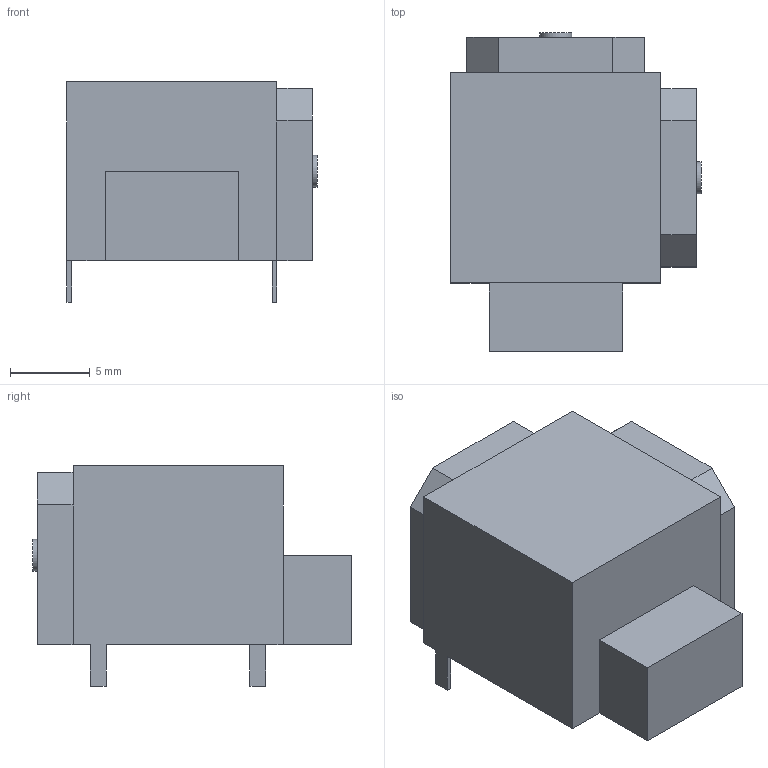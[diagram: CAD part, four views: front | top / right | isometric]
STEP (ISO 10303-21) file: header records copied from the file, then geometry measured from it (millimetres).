
FILE_DESCRIPTION(('FreeCAD Model'),'2;1');
FILE_NAME('Open CASCADE Shape Model','2024-12-05T21:09:29',('Author'),( ''),'Open CASCADE STEP processor 7.8','FreeCAD','Unknown');
FILE_SCHEMA(('AUTOMOTIVE_DESIGN { 1 0 10303 214 1 1 1 1 }'));
Length unit declared in the file: millimetre
Products named in the file (1): Body
Bounding box: 15.68 x 19.95 x 13.8 mm (x, y, z)
Volume: 2658.9 mm3; surface area: 1263.2 mm2
Topology: 1 solids, 1 shells, 40 faces, 102 edges, 68 vertices
Faces by surface type: plane 38, cylinder 2
Full cylindrical faces by diameter (mm): 2 x2
Entity records: 1212 total; most frequent: CARTESIAN_POINT 211, ORIENTED_EDGE 204, DIRECTION 188, EDGE_CURVE 102, LINE 98, VECTOR 98, VERTEX_POINT 68, AXIS2_PLACEMENT_3D 45
